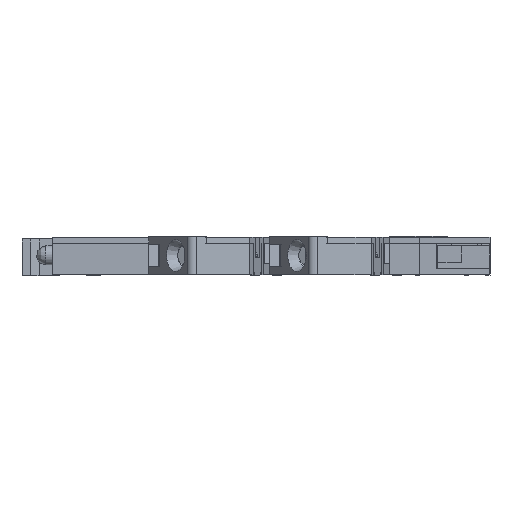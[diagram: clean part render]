
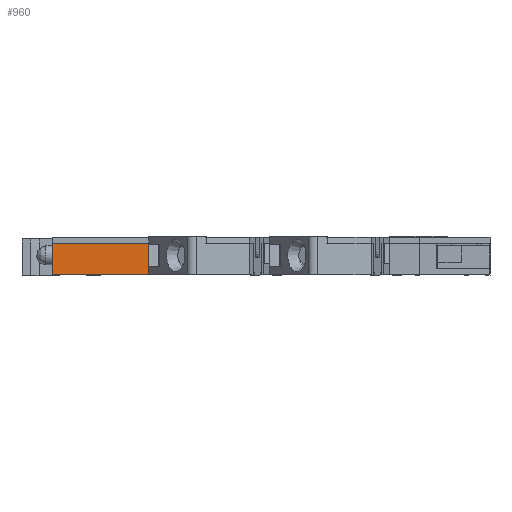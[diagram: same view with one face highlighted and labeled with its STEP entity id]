
A CAD part, left-side view. The second image highlights one B-rep face of the part: STEP entity #960.
In plain terms, the highlighted planar face has unit normal (-1, 0, 0).
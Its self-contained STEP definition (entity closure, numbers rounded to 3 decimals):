
#960=ADVANCED_FACE('',(#3319),#2164,.F.);
#2164=PLANE('',#25285);
#3319=FACE_OUTER_BOUND('',#4539,.T.);
#4539=EDGE_LOOP('',(#9012,#9013,#9014,#9015));
#9012=ORIENTED_EDGE('',*,*,#16613,.T.);
#9013=ORIENTED_EDGE('',*,*,#15851,.T.);
#9014=ORIENTED_EDGE('',*,*,#16849,.F.);
#9015=ORIENTED_EDGE('',*,*,#16528,.F.);
#13180=VERTEX_POINT('',#34729);
#13181=VERTEX_POINT('',#34731);
#13790=VERTEX_POINT('',#36084);
#13791=VERTEX_POINT('',#36086);
#15851=EDGE_CURVE('',#13181,#13180,#19306,.T.);
#16528=EDGE_CURVE('',#13790,#13791,#19932,.T.);
#16613=EDGE_CURVE('',#13790,#13181,#20014,.T.);
#16849=EDGE_CURVE('',#13791,#13180,#20246,.T.);
#19306=LINE('',#34730,#22664);
#19932=LINE('',#36085,#23290);
#20014=LINE('',#36240,#23372);
#20246=LINE('',#36679,#23604);
#22664=VECTOR('',#28160,1.);
#23290=VECTOR('',#29010,1.);
#23372=VECTOR('',#29130,1.);
#23604=VECTOR('',#29504,1.);
#25285=AXIS2_PLACEMENT_3D('',#36680,#29505,#29506);
#28160=DIRECTION('',(0.,1.,0.));
#29010=DIRECTION('',(0.,1.,0.));
#29130=DIRECTION('',(0.,0.,1.));
#29504=DIRECTION('',(0.,0.,1.));
#29505=DIRECTION('',(1.,0.,0.));
#29506=DIRECTION('',(0.,0.,-1.));
#34729=CARTESIAN_POINT('',(-121.485,-19.661,4.129));
#34730=CARTESIAN_POINT('',(-121.485,-35.471,4.129));
#34731=CARTESIAN_POINT('',(-121.485,-35.471,4.129));
#36084=CARTESIAN_POINT('',(-121.485,-35.471,-1.007));
#36085=CARTESIAN_POINT('',(-121.485,-35.471,-1.007));
#36086=CARTESIAN_POINT('',(-121.485,-19.661,-1.007));
#36240=CARTESIAN_POINT('',(-121.485,-35.471,-1.007));
#36679=CARTESIAN_POINT('',(-121.485,-19.661,-1.007));
#36680=CARTESIAN_POINT('',(-121.485,-35.471,-1.007));
